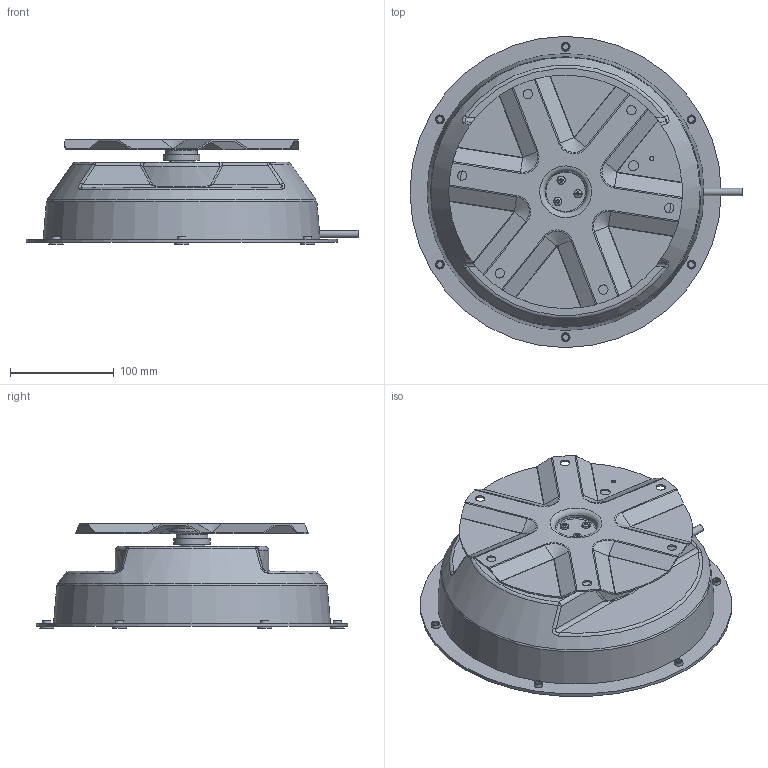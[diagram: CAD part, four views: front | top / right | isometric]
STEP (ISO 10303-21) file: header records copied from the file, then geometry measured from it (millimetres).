
FILE_DESCRIPTION((''),'2;1');
FILE_NAME('SW 500 Modell.stp','2016-03-02T09:32:07',('bauer'),(''),'Autodesk Inventor 2012','Autodesk Inventor 2012','');
FILE_SCHEMA(('AUTOMOTIVE_DESIGN { 1 0 10303 214 1 1 1 1 }'));
Length unit declared in the file: millimetre
Products named in the file (1): SW 500 Modell
Bounding box: 320 x 300 x 101 mm (x, y, z)
Volume: 3234689.2 mm3; surface area: 425005.1 mm2
Topology: 1 solids, 6 shells, 476 faces, 1153 edges, 709 vertices
Faces by surface type: plane 149, cylinder 118, bspline 80, cone 73, torus 45, sphere 11
Full cylindrical faces by diameter (mm): 3.242 x3, 3.65 x3, 4 x4, 4.5 x3, 7 x2, 9 x6, 9.6 x1, 13.9 x6, 35 x1, 40 x1, 43 x1, 225 x1, 238.156 x1, 300 x1
Entity records: 15758 total; most frequent: CARTESIAN_POINT 4979, DIRECTION 2094, ORIENTED_EDGE 2080, EDGE_CURVE 1040, AXIS2_PLACEMENT_3D 902, VERTEX_POINT 686, EDGE_LOOP 614, FACE_OUTER_BOUND 476
